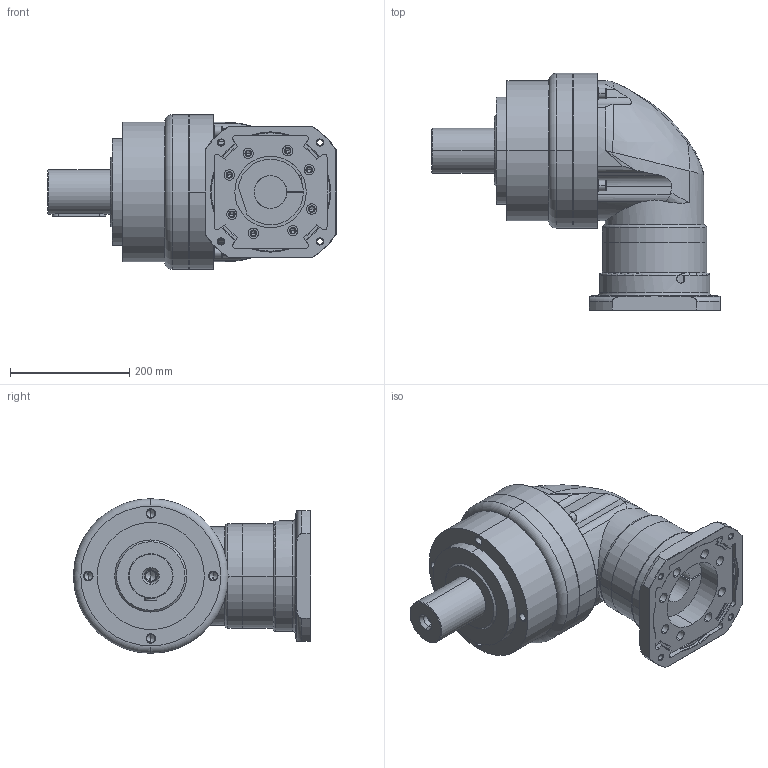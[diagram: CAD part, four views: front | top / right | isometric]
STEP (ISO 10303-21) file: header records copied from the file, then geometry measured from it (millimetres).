
FILE_DESCRIPTION((''),'2;1');
FILE_NAME('AER2351-P0403700201_ASM','2008-09-08T',('d00080'),(''),'PRO/ENGINEER BY PARAMETRIC TECHNOLOGY CORPORATION, 2006170','PRO/ENGINEER BY PARAMETRIC TECHNOLOGY CORPORATION, 2006170','');
FILE_SCHEMA(('CONFIG_CONTROL_DESIGN'));
Length unit declared in the file: millimetre
Products named in the file (8): AE235-1; PD170001; 233100007; 220101012; HOUSING-SET-7_ASM; P1305700001; P0403700201; AER2351-P0403700201_ASM
Assembly tree (13 placements, depth 3):
  AER2351-P0403700201_ASM
    AE235-1
    HOUSING-SET-7_ASM
      PD170001
      233100007  x4
      220101012  x4
    P1305700001
    P0403700201
Bounding box: 484 x 398.5 x 260 mm (x, y, z)
Volume: 15943207.1 mm3; surface area: 826915.1 mm2
Topology: 12 solids, 33 shells, 603 faces, 1448 edges, 900 vertices
Faces by surface type: cylinder 273, plane 168, cone 90, torus 52, bspline 20
Entity records: 16305 total; most frequent: CARTESIAN_POINT 4357, DIRECTION 2638, ORIENTED_EDGE 2272, EDGE_CURVE 1178, AXIS2_PLACEMENT_3D 1096, VERTEX_POINT 762, EDGE_LOOP 592, CIRCLE 589
